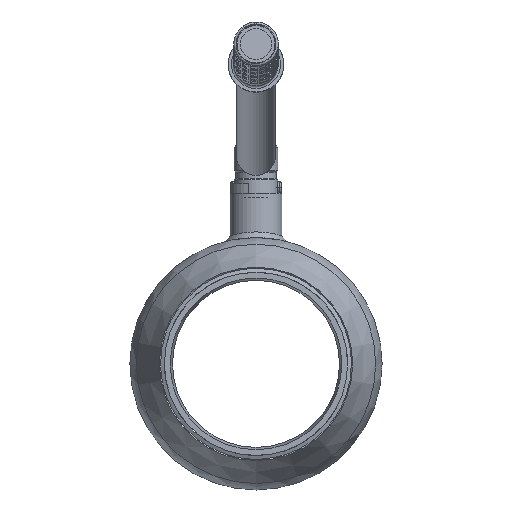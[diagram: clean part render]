
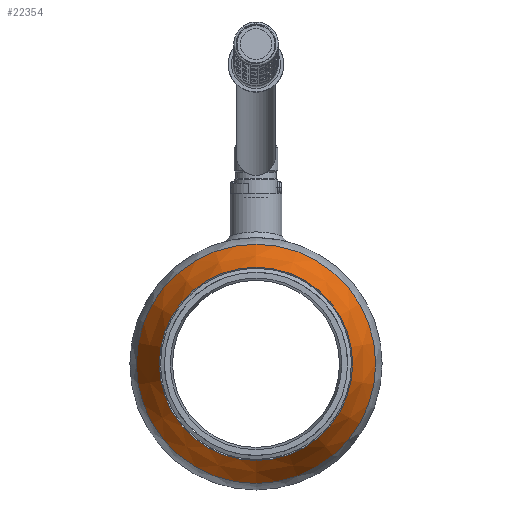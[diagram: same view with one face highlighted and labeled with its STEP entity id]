
A CAD part, left-side view. The second image highlights one B-rep face of the part: STEP entity #22354.
In plain terms, the highlighted conical face has half-angle 25 degrees and reference radius 109.5 mm.
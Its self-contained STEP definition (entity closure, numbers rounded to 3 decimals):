
#22290=CARTESIAN_POINT('',(-122.15,0.,83.9));
#22291=VERTEX_POINT('',#22290);
#22298=CARTESIAN_POINT('',(-122.15,-0.,-83.9));
#22299=VERTEX_POINT('',#22298);
#22300=CARTESIAN_POINT('',(-122.15,0.,0.));
#22301=DIRECTION('',(1.,0.,0.));
#22302=DIRECTION('',(0.,0.,-1.));
#22303=AXIS2_PLACEMENT_3D('',#22300,#22301,#22302);
#22304=CIRCLE('',#22303,83.9);
#22305=EDGE_CURVE('',#22299,#22291,#22304,.T.);
#22307=CARTESIAN_POINT('',(-122.15,0.,0.));
#22308=DIRECTION('',(1.,0.,0.));
#22309=DIRECTION('',(0.,0.,-1.));
#22310=AXIS2_PLACEMENT_3D('',#22307,#22308,#22309);
#22311=CIRCLE('',#22310,83.9);
#22312=EDGE_CURVE('',#22291,#22299,#22311,.T.);
#22320=CARTESIAN_POINT('',(-67.25,0.,0.));
#22321=DIRECTION('',(1.,0.,0.));
#22322=DIRECTION('',(0.,0.,-1.));
#22323=AXIS2_PLACEMENT_3D('',#22320,#22321,#22322);
#22324=CONICAL_SURFACE('',#22323,109.5,25.);
#22325=CARTESIAN_POINT('',(-79.305,0.,-103.878));
#22326=VERTEX_POINT('',#22325);
#22327=CARTESIAN_POINT('',(-79.305,0.,-103.878));
#22328=DIRECTION('',(-0.906,-0.,0.423));
#22329=VECTOR('',#22328,47.274);
#22330=LINE('',#22327,#22329);
#22331=EDGE_CURVE('',#22326,#22299,#22330,.T.);
#22332=ORIENTED_EDGE('',*,*,#22331,.T.);
#22333=ORIENTED_EDGE('',*,*,#22305,.T.);
#22334=ORIENTED_EDGE('',*,*,#22312,.T.);
#22335=ORIENTED_EDGE('',*,*,#22331,.F.);
#22336=CARTESIAN_POINT('',(-79.305,-0.,103.878));
#22337=VERTEX_POINT('',#22336);
#22338=CARTESIAN_POINT('',(-79.305,0.,0.));
#22339=DIRECTION('',(-1.,0.,0.));
#22340=DIRECTION('',(0.,0.,1.));
#22341=AXIS2_PLACEMENT_3D('',#22338,#22339,#22340);
#22342=CIRCLE('',#22341,103.878);
#22343=EDGE_CURVE('',#22326,#22337,#22342,.T.);
#22344=ORIENTED_EDGE('',*,*,#22343,.T.);
#22345=CARTESIAN_POINT('',(-79.305,0.,0.));
#22346=DIRECTION('',(-1.,0.,0.));
#22347=DIRECTION('',(0.,0.,1.));
#22348=AXIS2_PLACEMENT_3D('',#22345,#22346,#22347);
#22349=CIRCLE('',#22348,103.878);
#22350=EDGE_CURVE('',#22337,#22326,#22349,.T.);
#22351=ORIENTED_EDGE('',*,*,#22350,.T.);
#22352=EDGE_LOOP('',(#22332,#22333,#22334,#22335,#22344,#22351));
#22353=FACE_BOUND('',#22352,.T.);
#22354=ADVANCED_FACE('',(#22353),#22324,.T.);
